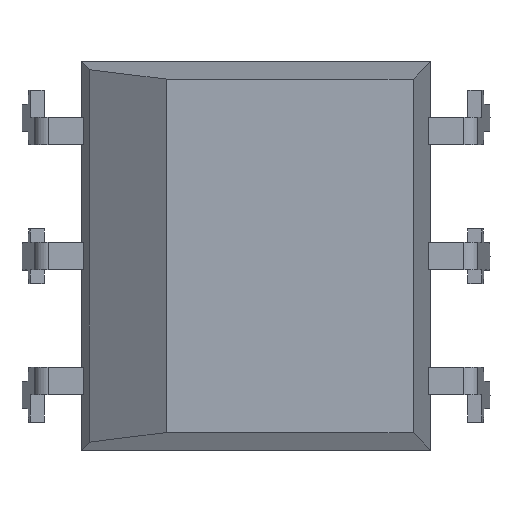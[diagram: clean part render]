
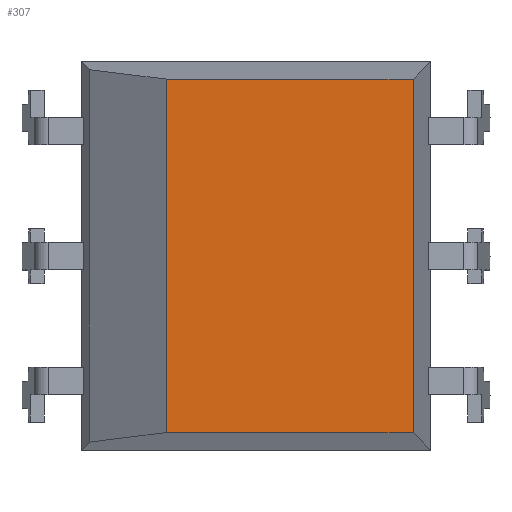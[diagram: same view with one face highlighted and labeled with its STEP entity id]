
A CAD part, top view. The second image highlights one B-rep face of the part: STEP entity #307.
In plain terms, the highlighted planar face has unit normal (0, 0, 1).
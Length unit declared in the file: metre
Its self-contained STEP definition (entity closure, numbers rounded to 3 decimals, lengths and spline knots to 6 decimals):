
#307=ADVANCED_FACE('0:40',(#604),#605,.F.);
#604=FACE_OUTER_BOUND('',#958,.T.);
#605=PLANE('',#959);
#958=EDGE_LOOP('',(#1300,#1301,#1302,#1303));
#959=AXIS2_PLACEMENT_3D('',#1304,#1305,#1306);
#1300=ORIENTED_EDGE('',*,*,#2326,.T.);
#1301=ORIENTED_EDGE('',*,*,#2327,.T.);
#1302=ORIENTED_EDGE('',*,*,#2328,.T.);
#1303=ORIENTED_EDGE('',*,*,#2329,.T.);
#1304=CARTESIAN_POINT('',(0.00574,0.007612,0.004447));
#1305=DIRECTION('',(0.0,0.0,-1.0));
#1306=DIRECTION('',(-1.0,0.,0.0));
#2326=EDGE_CURVE('0:73',#2731,#2732,#2733,.T.);
#2327=EDGE_CURVE('0:76',#2732,#2734,#2735,.T.);
#2328=EDGE_CURVE('0:79',#2734,#2736,#2737,.T.);
#2329=EDGE_CURVE('0:82',#2736,#2731,#2738,.T.);
#2731=VERTEX_POINT('NONE',#3326);
#2732=VERTEX_POINT('NONE',#3327);
#2733=LINE('',#3328,#3329);
#2734=VERTEX_POINT('NONE',#3330);
#2735=LINE('',#3331,#3332);
#2736=VERTEX_POINT('NONE',#3333);
#2737=LINE('',#3334,#3335);
#2738=LINE('',#3336,#3337);
#3326=CARTESIAN_POINT('',(0.005418,0.00729,0.004447));
#3327=CARTESIAN_POINT('',(0.000895,0.00729,0.004447));
#3328=CARTESIAN_POINT('',(0.00574,0.00729,0.004447));
#3329=VECTOR('',#4171,1.0);
#3330=CARTESIAN_POINT('',(0.000895,0.000813,0.004447));
#3331=CARTESIAN_POINT('',(0.000895,0.000813,0.004447));
#3332=VECTOR('',#4172,1.0);
#3333=CARTESIAN_POINT('',(0.005418,0.000813,0.004447));
#3334=CARTESIAN_POINT('',(0.00574,0.000813,0.004447));
#3335=VECTOR('',#4173,1.0);
#3336=CARTESIAN_POINT('',(0.005418,0.007612,0.004447));
#3337=VECTOR('',#4174,1.0);
#4171=DIRECTION('',(-1.0,0.,0.0));
#4172=DIRECTION('',(0.,-1.0,0.0));
#4173=DIRECTION('',(1.0,0.,0.0));
#4174=DIRECTION('',(0.,1.0,0.0));
